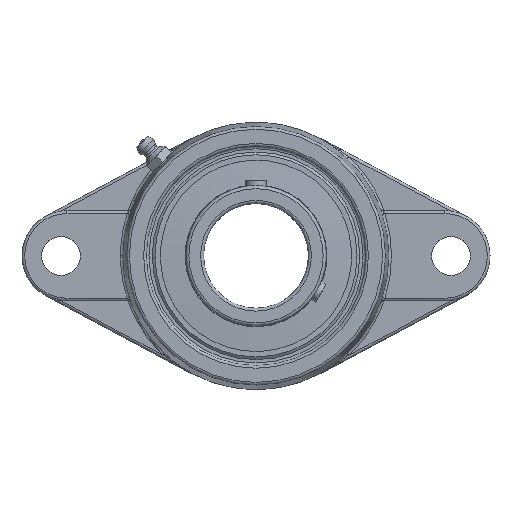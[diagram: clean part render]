
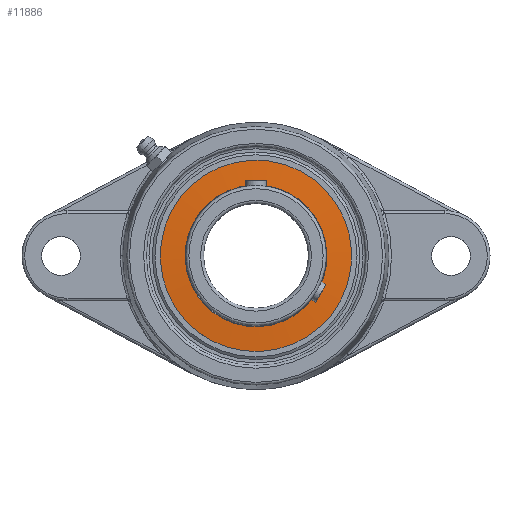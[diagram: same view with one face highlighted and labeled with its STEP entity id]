
A CAD part, top view. The second image highlights one B-rep face of the part: STEP entity #11886.
In plain terms, the highlighted conical face has half-angle 86.103 degrees and reference radius 27.762 mm.
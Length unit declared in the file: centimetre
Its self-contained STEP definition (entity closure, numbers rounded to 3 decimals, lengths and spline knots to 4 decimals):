
#11822=CARTESIAN_POINT('',(1.0249,-3.1902,0.));
#11823=VERTEX_POINT('',#11822);
#11833=CARTESIAN_POINT('',(1.0249,3.1902,0.));
#11834=VERTEX_POINT('',#11833);
#11835=CARTESIAN_POINT('',(1.0249,0.,0.));
#11836=DIRECTION('',(1.,0.,0.));
#11837=DIRECTION('',(-0.,1.,0.));
#11838=AXIS2_PLACEMENT_3D('',#11835,#11836,#11837);
#11839=CIRCLE('',#11838,3.1902);
#11840=EDGE_CURVE('',#11834,#11823,#11839,.T.);
#11842=CARTESIAN_POINT('',(1.0249,0.,0.));
#11843=DIRECTION('',(1.,0.,0.));
#11844=DIRECTION('',(-0.,1.,0.));
#11845=AXIS2_PLACEMENT_3D('',#11842,#11843,#11844);
#11846=CIRCLE('',#11845,3.1902);
#11847=EDGE_CURVE('',#11823,#11834,#11846,.T.);
#11852=CARTESIAN_POINT('',(1.0531,0.,0.));
#11853=DIRECTION('',(-1.,0.,0.));
#11854=DIRECTION('',(0.,1.,0.));
#11855=AXIS2_PLACEMENT_3D('',#11852,#11853,#11854);
#11856=CONICAL_SURFACE('',#11855,2.7762,86.103);
#11857=CARTESIAN_POINT('',(1.0813,-2.3622,-0.));
#11858=VERTEX_POINT('',#11857);
#11859=CARTESIAN_POINT('',(1.0813,-2.3622,-0.));
#11860=DIRECTION('',(-0.068,-0.998,-0.));
#11861=VECTOR('',#11860,0.83);
#11862=LINE('',#11859,#11861);
#11863=EDGE_CURVE('',#11858,#11823,#11862,.T.);
#11864=ORIENTED_EDGE('',*,*,#11863,.T.);
#11865=ORIENTED_EDGE('',*,*,#11847,.T.);
#11866=ORIENTED_EDGE('',*,*,#11840,.T.);
#11867=ORIENTED_EDGE('',*,*,#11863,.F.);
#11868=CARTESIAN_POINT('',(1.0813,2.3622,0.));
#11869=VERTEX_POINT('',#11868);
#11870=CARTESIAN_POINT('',(1.0813,0.,0.));
#11871=DIRECTION('',(1.,0.,0.));
#11872=DIRECTION('',(-0.,1.,0.));
#11873=AXIS2_PLACEMENT_3D('',#11870,#11871,#11872);
#11874=CIRCLE('',#11873,2.3622);
#11875=EDGE_CURVE('',#11869,#11858,#11874,.T.);
#11876=ORIENTED_EDGE('',*,*,#11875,.F.);
#11877=CARTESIAN_POINT('',(1.0813,0.,0.));
#11878=DIRECTION('',(1.,0.,0.));
#11879=DIRECTION('',(-0.,1.,0.));
#11880=AXIS2_PLACEMENT_3D('',#11877,#11878,#11879);
#11881=CIRCLE('',#11880,2.3622);
#11882=EDGE_CURVE('',#11858,#11869,#11881,.T.);
#11883=ORIENTED_EDGE('',*,*,#11882,.F.);
#11884=EDGE_LOOP('',(#11864,#11865,#11866,#11867,#11876,#11883));
#11885=FACE_BOUND('',#11884,.T.);
#11886=ADVANCED_FACE('',(#11885),#11856,.T.);
